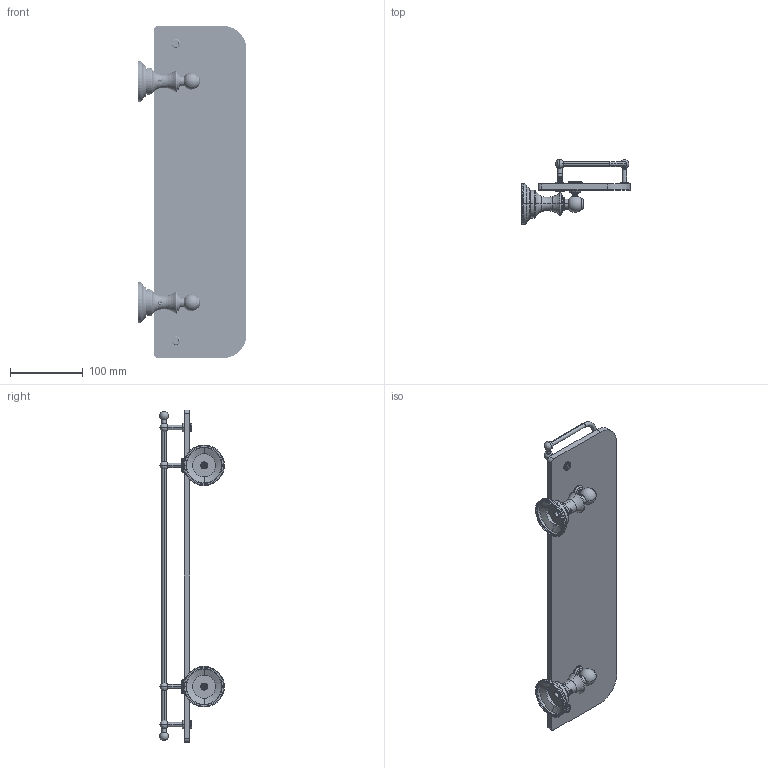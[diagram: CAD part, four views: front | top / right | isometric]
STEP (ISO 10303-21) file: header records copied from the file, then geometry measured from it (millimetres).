
FILE_DESCRIPTION((''),'2;1');
FILE_NAME('5635T-18_ASM','2019-08-09T13:41:07',('jinson.thomas'),(''),'CREO PARAMETRIC BY PTC INC, 2018400','CREO PARAMETRIC BY PTC INC, 2018400','');
FILE_SCHEMA(('CONFIG_CONTROL_DESIGN'));
Length unit declared in the file: inch
Products named in the file (18): 11609; 2-656_ASM; 40711; 40733; 92031; 80390; 40748; 1135-18TSCL; 40743; 40744; 40745; 40746; 91781; 92310; 40747; 92904; 7-753_ASM; 5635T-18_ASM
Assembly tree (36 placements, depth 3):
  5635T-18_ASM
    2-656_ASM  x2
      11609
    40711  x2
    40733  x2
    92031  x4
    80390  x4
    40748  x2
    1135-18TSCL
    7-753_ASM
      40743  x2
      40744  x2
      40745
      40746  x2
      91781  x2
      92310  x4
      40747  x2
      92904  x2
Bounding box: 149.56 x 89.03 x 457.2 mm (x, y, z)
Volume: 556846 mm3; surface area: 185643.4 mm2
Topology: 34 solids, 34 shells, 2062 faces, 5294 edges, 3300 vertices
Faces by surface type: cylinder 806, plane 524, cone 456, bspline 176, torus 72, sphere 20, extrusion 8
Entity records: 57109 total; most frequent: CARTESIAN_POINT 36407, ORIENTED_EDGE 4594, DIRECTION 3715, EDGE_CURVE 2297, AXIS2_PLACEMENT_3D 1492, VERTEX_POINT 1459, B_SPLINE_CURVE_WITH_KNOTS 954, EDGE_LOOP 946
